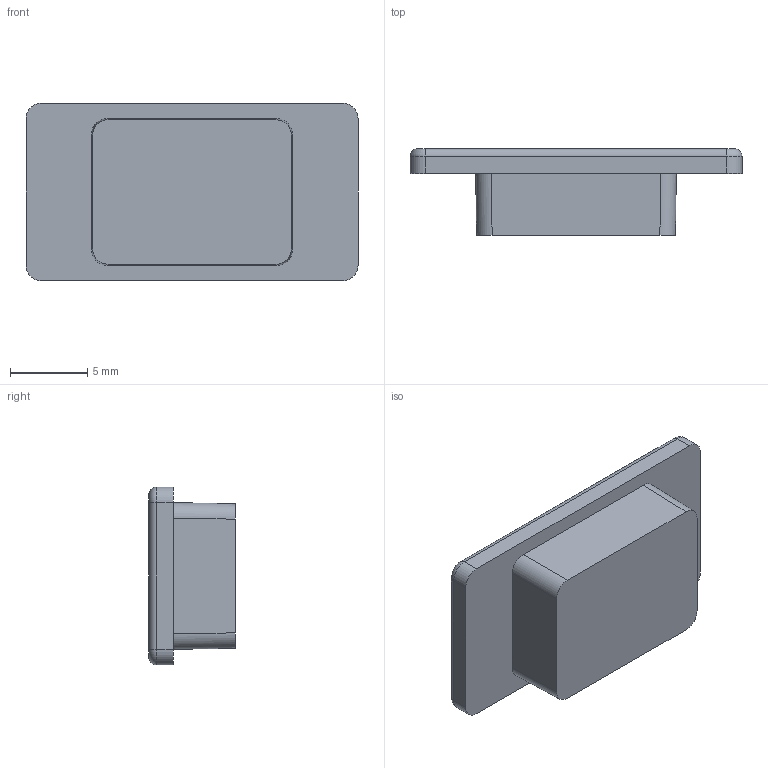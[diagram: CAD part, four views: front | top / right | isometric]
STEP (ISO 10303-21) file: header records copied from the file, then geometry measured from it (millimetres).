
FILE_DESCRIPTION (( 'STEP AP203' ), '1' );
FILE_NAME ('FOBX-Z-SC ITK Çàãëóøêà SC èëè LC-Duplex ïëàñòèê (÷åðíûé).STEP', '2017-09-12T10:51:55', ( '' ), ( '' ), 'SwSTEP 2.0', 'SolidWorks 2014', '' );
FILE_SCHEMA (( 'CONFIG_CONTROL_DESIGN' ));
Length unit declared in the file: millimetre
Products named in the file (2): FOBX-Z-SC ITK Çàãëóøêà SC èëè  LC-Duplex ïëàñòèê (÷åðíûé)
Bounding box: 21.5 x 5.6 x 11.5 mm (x, y, z)
Volume: 875.1 mm3; surface area: 750.7 mm2
Topology: 1 solids, 1 shells, 27 faces, 64 edges, 40 vertices
Faces by surface type: cylinder 12, plane 11, torus 4
Entity records: 929 total; most frequent: CARTESIAN_POINT 157, DIRECTION 134, ORIENTED_EDGE 128, EDGE_CURVE 64, AXIS2_PLACEMENT_3D 49, VERTEX_POINT 40, VECTOR 36, LINE 36
